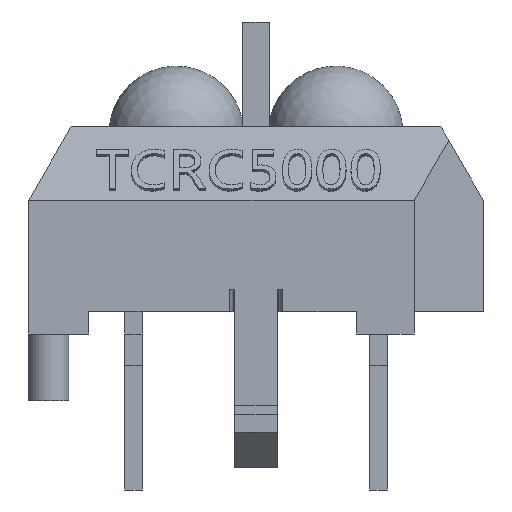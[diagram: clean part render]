
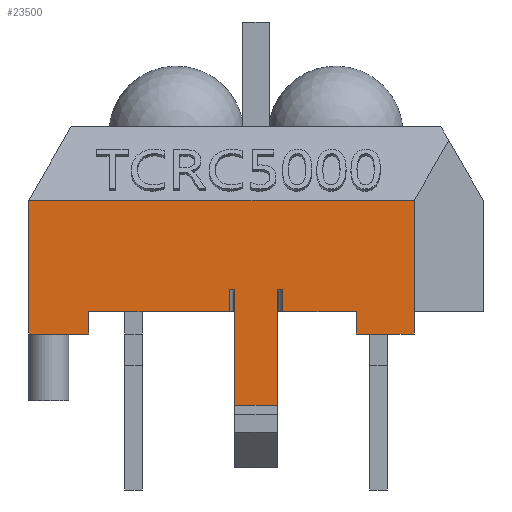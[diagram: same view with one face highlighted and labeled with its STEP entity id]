
A CAD part, front view. The second image highlights one B-rep face of the part: STEP entity #23500.
In plain terms, the highlighted planar face has unit normal (0, -1, 0).
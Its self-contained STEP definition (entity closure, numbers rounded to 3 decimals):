
#389 = VERTEX_POINT ( 'NONE', #30205 ) ;
#531 = EDGE_CURVE ( 'NONE', #8068, #27486, #25801, .T. ) ;
#992 = CARTESIAN_POINT ( 'NONE',  ( 3.55, -2.9, 3. ) ) ;
#1075 = ORIENTED_EDGE ( 'NONE', *, *, #7085, .T. ) ;
#1095 = LINE ( 'NONE', #28339, #1578 ) ;
#1201 = EDGE_CURVE ( 'NONE', #10440, #389, #27345, .T. ) ;
#1578 = VECTOR ( 'NONE', #3552, 1000. ) ;
#1627 = EDGE_CURVE ( 'NONE', #11111, #9111, #26744, .T. ) ;
#1696 = ORIENTED_EDGE ( 'NONE', *, *, #4586, .F. ) ;
#1713 = CARTESIAN_POINT ( 'NONE',  ( 0.475, -2.9, -1.6 ) ) ;
#1811 = VERTEX_POINT ( 'NONE', #27178 ) ;
#2095 = CARTESIAN_POINT ( 'NONE',  ( 0.475, -2.9, 1. ) ) ;
#2445 = CARTESIAN_POINT ( 'NONE',  ( 3.55, -2.9, 0.5 ) ) ;
#2544 = DIRECTION ( 'NONE',  ( 0., 0., 1. ) ) ;
#2582 = DIRECTION ( 'NONE',  ( 0., 0., -1. ) ) ;
#3295 = VERTEX_POINT ( 'NONE', #23546 ) ;
#3392 = ORIENTED_EDGE ( 'NONE', *, *, #12549, .T. ) ;
#3452 = VERTEX_POINT ( 'NONE', #9012 ) ;
#3479 = CARTESIAN_POINT ( 'NONE',  ( 3.55, -2.9, 7. ) ) ;
#3552 = DIRECTION ( 'NONE',  ( 1., 0., 0. ) ) ;
#3626 = CARTESIAN_POINT ( 'NONE',  ( -0.475, -2.9, -1.6 ) ) ;
#3966 = CARTESIAN_POINT ( 'NONE',  ( 0.6, -2.9, 1. ) ) ;
#4155 = ORIENTED_EDGE ( 'NONE', *, *, #26121, .T. ) ;
#4162 = EDGE_LOOP ( 'NONE', ( #22581, #20126, #14574, #18759, #12120, #26531, #5479, #20921, #4155, #26039, #3392, #26371, #1696, #1075, #23251, #22076, #24928, #16013 ) ) ;
#4254 = VECTOR ( 'NONE', #28574, 1000. ) ;
#4586 = EDGE_CURVE ( 'NONE', #3452, #25167, #30141, .T. ) ;
#4986 = VERTEX_POINT ( 'NONE', #27457 ) ;
#5479 = ORIENTED_EDGE ( 'NONE', *, *, #13288, .T. ) ;
#5804 = VECTOR ( 'NONE', #14926, 1000. ) ;
#6064 = VECTOR ( 'NONE', #12566, 1000. ) ;
#6069 = CARTESIAN_POINT ( 'NONE',  ( -0.6, -2.9, 1. ) ) ;
#6244 = CARTESIAN_POINT ( 'NONE',  ( 2.25, -2.9, 0. ) ) ;
#6268 = LINE ( 'NONE', #28940, #9437 ) ;
#6514 = VERTEX_POINT ( 'NONE', #6244 ) ;
#7048 = CARTESIAN_POINT ( 'NONE',  ( -0.6, -2.9, 1. ) ) ;
#7085 = EDGE_CURVE ( 'NONE', #3452, #24411, #6268, .T. ) ;
#7584 = DIRECTION ( 'NONE',  ( 0., 0., -1. ) ) ;
#7588 = VERTEX_POINT ( 'NONE', #8249 ) ;
#7710 = DIRECTION ( 'NONE',  ( 1., 0., 0. ) ) ;
#7831 = CARTESIAN_POINT ( 'NONE',  ( 3.55, -2.9, 7. ) ) ;
#8068 = VERTEX_POINT ( 'NONE', #20165 ) ;
#8249 = CARTESIAN_POINT ( 'NONE',  ( -3.75, -2.9, 0.5 ) ) ;
#8274 = CARTESIAN_POINT ( 'NONE',  ( 2.25, -2.9, 0.5 ) ) ;
#8351 = CARTESIAN_POINT ( 'NONE',  ( 2.25, -2.9, 7. ) ) ;
#8668 = DIRECTION ( 'NONE',  ( 0., 1., 0. ) ) ;
#8695 = VERTEX_POINT ( 'NONE', #31599 ) ;
#8797 = EDGE_CURVE ( 'NONE', #12433, #24411, #23770, .T. ) ;
#8813 = LINE ( 'NONE', #6069, #9050 ) ;
#9012 = CARTESIAN_POINT ( 'NONE',  ( -0.475, -2.9, 1. ) ) ;
#9050 = VECTOR ( 'NONE', #11122, 1000. ) ;
#9111 = VERTEX_POINT ( 'NONE', #26181 ) ;
#9437 = VECTOR ( 'NONE', #11010, 1000. ) ;
#9454 = EDGE_CURVE ( 'NONE', #20820, #6514, #23201, .T. ) ;
#9905 = CARTESIAN_POINT ( 'NONE',  ( 5.1, -2.9, 0.5 ) ) ;
#10440 = VERTEX_POINT ( 'NONE', #15803 ) ;
#10742 = VECTOR ( 'NONE', #12550, 1000. ) ;
#11010 = DIRECTION ( 'NONE',  ( 0., 0., -1. ) ) ;
#11111 = VERTEX_POINT ( 'NONE', #992 ) ;
#11122 = DIRECTION ( 'NONE',  ( 0., 0., -1. ) ) ;
#11519 = AXIS2_PLACEMENT_3D ( 'NONE', #19078, #8668, #21221 ) ;
#12120 = ORIENTED_EDGE ( 'NONE', *, *, #19717, .T. ) ;
#12433 = VERTEX_POINT ( 'NONE', #1713 ) ;
#12475 = LINE ( 'NONE', #12953, #5804 ) ;
#12549 = EDGE_CURVE ( 'NONE', #7588, #3295, #24399, .T. ) ;
#12550 = DIRECTION ( 'NONE',  ( -1., 0., 0. ) ) ;
#12566 = DIRECTION ( 'NONE',  ( 0., 0., 1. ) ) ;
#12953 = CARTESIAN_POINT ( 'NONE',  ( -3.75, -2.9, 7. ) ) ;
#13054 = EDGE_CURVE ( 'NONE', #8695, #20820, #17391, .T. ) ;
#13191 = VECTOR ( 'NONE', #19066, 1000. ) ;
#13288 = EDGE_CURVE ( 'NONE', #9111, #10440, #27010, .T. ) ;
#13735 = DIRECTION ( 'NONE',  ( 0., 0., -1. ) ) ;
#14496 = VECTOR ( 'NONE', #7710, 1000. ) ;
#14574 = ORIENTED_EDGE ( 'NONE', *, *, #22841, .T. ) ;
#14761 = LINE ( 'NONE', #32038, #25544 ) ;
#14806 = CARTESIAN_POINT ( 'NONE',  ( -5.1, -2.9, 3. ) ) ;
#14925 = VERTEX_POINT ( 'NONE', #17621 ) ;
#14926 = DIRECTION ( 'NONE',  ( 0., 0., 1. ) ) ;
#15033 = LINE ( 'NONE', #30180, #14496 ) ;
#15645 = LINE ( 'NONE', #7831, #6064 ) ;
#15803 = CARTESIAN_POINT ( 'NONE',  ( -5.1, -2.9, 0. ) ) ;
#16013 = ORIENTED_EDGE ( 'NONE', *, *, #22961, .F. ) ;
#16396 = DIRECTION ( 'NONE',  ( -1., 0., 0. ) ) ;
#16910 = LINE ( 'NONE', #2095, #22434 ) ;
#17229 = DIRECTION ( 'NONE',  ( -1., 0., 0. ) ) ;
#17391 = LINE ( 'NONE', #9905, #20481 ) ;
#17621 = CARTESIAN_POINT ( 'NONE',  ( 0.475, -2.9, 1. ) ) ;
#18759 = ORIENTED_EDGE ( 'NONE', *, *, #531, .T. ) ;
#19066 = DIRECTION ( 'NONE',  ( 0., 0., 1. ) ) ;
#19078 = CARTESIAN_POINT ( 'NONE',  ( 5.1, -2.9, 7. ) ) ;
#19717 = EDGE_CURVE ( 'NONE', #27486, #11111, #15645, .T. ) ;
#19797 = CARTESIAN_POINT ( 'NONE',  ( 5.1, -2.9, 0. ) ) ;
#20126 = ORIENTED_EDGE ( 'NONE', *, *, #9454, .T. ) ;
#20165 = CARTESIAN_POINT ( 'NONE',  ( 3.55, -2.9, 0. ) ) ;
#20396 = VECTOR ( 'NONE', #17229, 1000. ) ;
#20481 = VECTOR ( 'NONE', #27383, 1000. ) ;
#20820 = VERTEX_POINT ( 'NONE', #8274 ) ;
#20921 = ORIENTED_EDGE ( 'NONE', *, *, #1201, .T. ) ;
#21221 = DIRECTION ( 'NONE',  ( -1., 0., 0. ) ) ;
#21378 = FACE_OUTER_BOUND ( 'NONE', #4162, .T. ) ;
#21424 = VECTOR ( 'NONE', #22419, 1000. ) ;
#22076 = ORIENTED_EDGE ( 'NONE', *, *, #24855, .F. ) ;
#22094 = CARTESIAN_POINT ( 'NONE',  ( 5.1, -2.9, 0.5 ) ) ;
#22419 = DIRECTION ( 'NONE',  ( 1., 0., 0. ) ) ;
#22434 = VECTOR ( 'NONE', #2582, 1000. ) ;
#22581 = ORIENTED_EDGE ( 'NONE', *, *, #13054, .T. ) ;
#22841 = EDGE_CURVE ( 'NONE', #6514, #8068, #1095, .T. ) ;
#22961 = EDGE_CURVE ( 'NONE', #8695, #1811, #14761, .T. ) ;
#23201 = LINE ( 'NONE', #8351, #26629 ) ;
#23251 = ORIENTED_EDGE ( 'NONE', *, *, #8797, .F. ) ;
#23433 = CARTESIAN_POINT ( 'NONE',  ( 0.475, -2.9, -1.6 ) ) ;
#23500 = ADVANCED_FACE ( 'NONE', ( #21378 ), #26306, .F. ) ;
#23535 = EDGE_CURVE ( 'NONE', #1811, #14925, #28894, .T. ) ;
#23546 = CARTESIAN_POINT ( 'NONE',  ( -0.6, -2.9, 0.5 ) ) ;
#23770 = LINE ( 'NONE', #23433, #26013 ) ;
#23936 = EDGE_CURVE ( 'NONE', #4986, #7588, #12475, .T. ) ;
#24188 = VECTOR ( 'NONE', #7584, 1000. ) ;
#24399 = LINE ( 'NONE', #22094, #25771 ) ;
#24411 = VERTEX_POINT ( 'NONE', #3626 ) ;
#24550 = CARTESIAN_POINT ( 'NONE',  ( -5.1, -2.9, 7. ) ) ;
#24855 = EDGE_CURVE ( 'NONE', #14925, #12433, #16910, .T. ) ;
#24928 = ORIENTED_EDGE ( 'NONE', *, *, #23535, .F. ) ;
#25121 = CARTESIAN_POINT ( 'NONE',  ( 0.6, -2.9, 1. ) ) ;
#25167 = VERTEX_POINT ( 'NONE', #7048 ) ;
#25544 = VECTOR ( 'NONE', #2544, 1000. ) ;
#25771 = VECTOR ( 'NONE', #30370, 1000. ) ;
#25801 = LINE ( 'NONE', #3479, #13191 ) ;
#26013 = VECTOR ( 'NONE', #16396, 1000. ) ;
#26039 = ORIENTED_EDGE ( 'NONE', *, *, #23936, .T. ) ;
#26121 = EDGE_CURVE ( 'NONE', #389, #4986, #15033, .T. ) ;
#26181 = CARTESIAN_POINT ( 'NONE',  ( -5.1, -2.9, 3. ) ) ;
#26306 = PLANE ( 'NONE',  #11519 ) ;
#26371 = ORIENTED_EDGE ( 'NONE', *, *, #31238, .F. ) ;
#26531 = ORIENTED_EDGE ( 'NONE', *, *, #1627, .T. ) ;
#26629 = VECTOR ( 'NONE', #13735, 1000. ) ;
#26744 = LINE ( 'NONE', #14806, #20396 ) ;
#27010 = LINE ( 'NONE', #24550, #24188 ) ;
#27178 = CARTESIAN_POINT ( 'NONE',  ( 0.6, -2.9, 1. ) ) ;
#27345 = LINE ( 'NONE', #19797, #21424 ) ;
#27383 = DIRECTION ( 'NONE',  ( 1., 0., 0. ) ) ;
#27457 = CARTESIAN_POINT ( 'NONE',  ( -3.75, -2.9, 0. ) ) ;
#27486 = VERTEX_POINT ( 'NONE', #2445 ) ;
#28339 = CARTESIAN_POINT ( 'NONE',  ( 5.1, -2.9, 0. ) ) ;
#28574 = DIRECTION ( 'NONE',  ( -1., 0., 0. ) ) ;
#28894 = LINE ( 'NONE', #3966, #4254 ) ;
#28940 = CARTESIAN_POINT ( 'NONE',  ( -0.475, -2.9, 1. ) ) ;
#30141 = LINE ( 'NONE', #25121, #10742 ) ;
#30180 = CARTESIAN_POINT ( 'NONE',  ( 5.1, -2.9, 0. ) ) ;
#30205 = CARTESIAN_POINT ( 'NONE',  ( -4.65, -2.9, 0. ) ) ;
#30370 = DIRECTION ( 'NONE',  ( 1., 0., 0. ) ) ;
#31238 = EDGE_CURVE ( 'NONE', #25167, #3295, #8813, .T. ) ;
#31599 = CARTESIAN_POINT ( 'NONE',  ( 0.6, -2.9, 0.5 ) ) ;
#32038 = CARTESIAN_POINT ( 'NONE',  ( 0.6, -2.9, 0. ) ) ;
